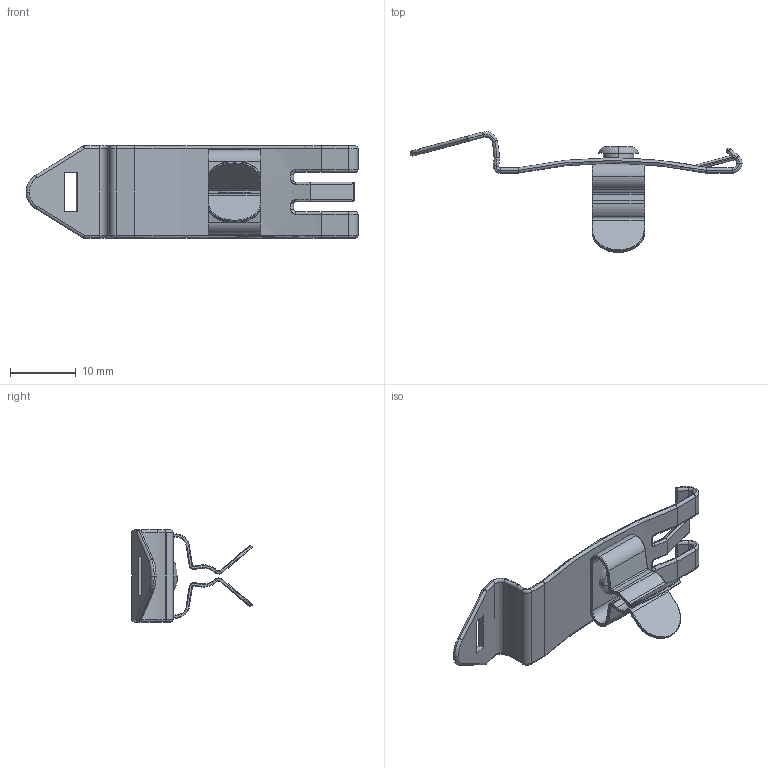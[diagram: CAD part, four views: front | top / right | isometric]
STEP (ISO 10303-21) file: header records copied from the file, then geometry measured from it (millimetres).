
FILE_DESCRIPTION (( 'STEP AP214' ), '1' );
FILE_NAME ('1030-001 Zeichnung.STEP', '2024-03-22T08:35:17', ( '' ), ( '' ), 'SwSTEP 2.0', 'SolidWorks 2022', '' );
FILE_SCHEMA (( 'AUTOMOTIVE_DESIGN' ));
Length unit declared in the file: millimetre
Products named in the file (4): 1030-020; 3x1,5_2mm Blechstärke; 1030-001 Zeichnung; 1010-001.Kunden SLDPRT
Assembly tree (3 placements, depth 2):
  1030-001 Zeichnung
    1030-020
    1010-001.Kunden SLDPRT
    3x1,5_2mm Blechstärke
Bounding box: 50.51 x 18.36 x 14 mm (x, y, z)
Volume: 804.2 mm3; surface area: 2426 mm2
Topology: 3 solids, 3 shells, 307 faces, 705 edges, 389 vertices
Faces by surface type: cylinder 127, bspline 68, torus 54, plane 41, sphere 17
Entity records: 11086 total; most frequent: CARTESIAN_POINT 4409, DIRECTION 1427, ORIENTED_EDGE 1364, EDGE_CURVE 682, AXIS2_PLACEMENT_3D 604, VERTEX_POINT 385, CIRCLE 359, EDGE_LOOP 317
